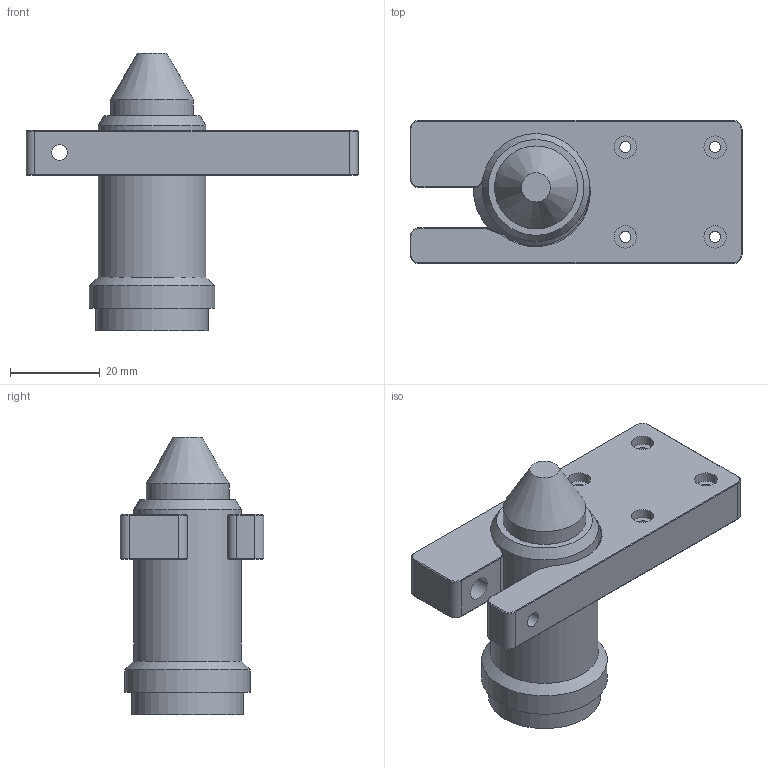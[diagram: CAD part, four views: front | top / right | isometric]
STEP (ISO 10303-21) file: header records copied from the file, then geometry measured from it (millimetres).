
FILE_DESCRIPTION(/* description */ (''),/* implementation_level */ '2;1');
FILE_NAME(/* name */ 'adaptor for llsm bottom objective v17.step',/* time_stamp */ '2024-07-24T12:24:46+01:00',/* author */ (''),/* organization */ (''),/* preprocessor_version */ 'ST-DEVELOPER v20',/* originating_system */ 'Autodesk Translation Framework v13.14.0.145',/* authorisation */ '');
FILE_SCHEMA (('AUTOMOTIVE_DESIGN { 1 0 10303 214 3 1 1 }'));
Length unit declared in the file: millimetre
Products named in the file (1): adaptor for llsm bottom objective
Bounding box: 74 x 32 x 61.9 mm (x, y, z)
Volume: 41831.1 mm3; surface area: 12269.7 mm2
Topology: 2 solids, 2 shells, 81 faces, 170 edges, 100 vertices
Faces by surface type: plane 35, cylinder 23, cone 23
Full cylindrical faces by diameter (mm): 2.5 x4, 3.5 x1, 5 x4, 5.2 x1, 6.6 x1, 18.5 x1, 24 x1, 25 x1, 28 x1
Entity records: 2190 total; most frequent: DIRECTION 400, CARTESIAN_POINT 358, ORIENTED_EDGE 340, EDGE_CURVE 170, AXIS2_PLACEMENT_3D 150, EDGE_LOOP 100, LINE 100, VECTOR 100
